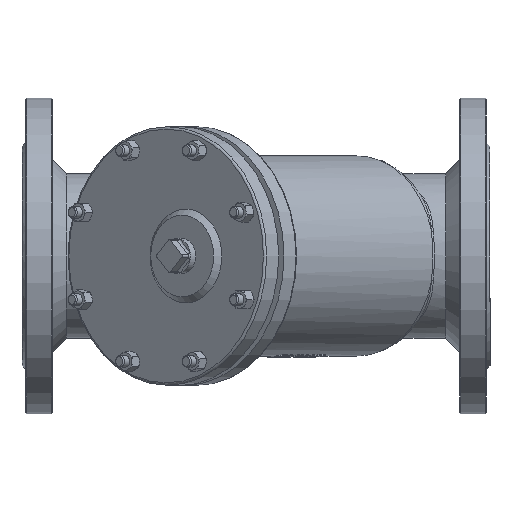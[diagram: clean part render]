
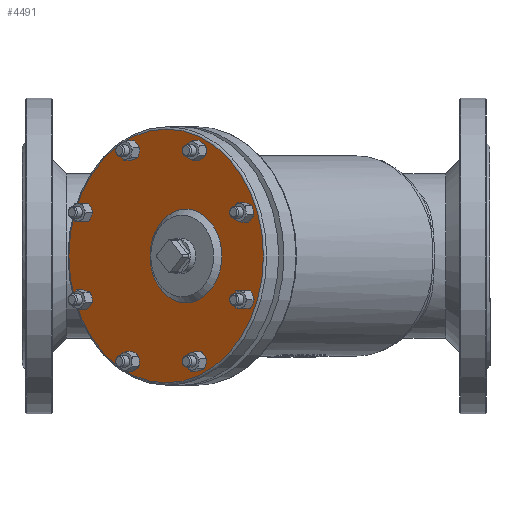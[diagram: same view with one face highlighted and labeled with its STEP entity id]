
A CAD part, front view. The second image highlights one B-rep face of the part: STEP entity #4491.
In plain terms, the highlighted planar face has unit normal (-0.643, -0.766, 0).
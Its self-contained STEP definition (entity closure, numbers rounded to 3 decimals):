
#139=FACE_BOUND('',#902,.T.);
#140=FACE_BOUND('',#903,.T.);
#141=FACE_BOUND('',#904,.T.);
#142=FACE_BOUND('',#905,.T.);
#143=FACE_BOUND('',#906,.T.);
#144=FACE_BOUND('',#907,.T.);
#145=FACE_BOUND('',#908,.T.);
#146=FACE_BOUND('',#909,.T.);
#147=FACE_BOUND('',#910,.T.);
#364=PLANE('',#4913);
#638=FACE_OUTER_BOUND('',#901,.T.);
#901=EDGE_LOOP('',(#3382));
#902=EDGE_LOOP('',(#3383));
#903=EDGE_LOOP('',(#3384));
#904=EDGE_LOOP('',(#3385));
#905=EDGE_LOOP('',(#3386));
#906=EDGE_LOOP('',(#3387));
#907=EDGE_LOOP('',(#3388));
#908=EDGE_LOOP('',(#3389));
#909=EDGE_LOOP('',(#3390));
#910=EDGE_LOOP('',(#3391));
#1498=CIRCLE('',#4907,108.5);
#1503=CIRCLE('',#4914,5.);
#1504=CIRCLE('',#4915,5.);
#1505=CIRCLE('',#4916,5.);
#1506=CIRCLE('',#4917,5.);
#1507=CIRCLE('',#4918,5.);
#1508=CIRCLE('',#4919,5.);
#1509=CIRCLE('',#4920,5.);
#1510=CIRCLE('',#4921,5.);
#1511=CIRCLE('',#4922,40.);
#1914=VERTEX_POINT('',#8498);
#1918=VERTEX_POINT('',#8510);
#1919=VERTEX_POINT('',#8512);
#1920=VERTEX_POINT('',#8514);
#1921=VERTEX_POINT('',#8516);
#1922=VERTEX_POINT('',#8518);
#1923=VERTEX_POINT('',#8520);
#1924=VERTEX_POINT('',#8522);
#1925=VERTEX_POINT('',#8524);
#1926=VERTEX_POINT('',#8526);
#2439=EDGE_CURVE('',#1914,#1914,#1498,.T.);
#2445=EDGE_CURVE('',#1918,#1918,#1503,.T.);
#2446=EDGE_CURVE('',#1919,#1919,#1504,.T.);
#2447=EDGE_CURVE('',#1920,#1920,#1505,.T.);
#2448=EDGE_CURVE('',#1921,#1921,#1506,.T.);
#2449=EDGE_CURVE('',#1922,#1922,#1507,.T.);
#2450=EDGE_CURVE('',#1923,#1923,#1508,.T.);
#2451=EDGE_CURVE('',#1924,#1924,#1509,.T.);
#2452=EDGE_CURVE('',#1925,#1925,#1510,.T.);
#2453=EDGE_CURVE('',#1926,#1926,#1511,.T.);
#3382=ORIENTED_EDGE('',*,*,#2439,.F.);
#3383=ORIENTED_EDGE('',*,*,#2445,.T.);
#3384=ORIENTED_EDGE('',*,*,#2446,.T.);
#3385=ORIENTED_EDGE('',*,*,#2447,.T.);
#3386=ORIENTED_EDGE('',*,*,#2448,.T.);
#3387=ORIENTED_EDGE('',*,*,#2449,.T.);
#3388=ORIENTED_EDGE('',*,*,#2450,.T.);
#3389=ORIENTED_EDGE('',*,*,#2451,.T.);
#3390=ORIENTED_EDGE('',*,*,#2452,.T.);
#3391=ORIENTED_EDGE('',*,*,#2453,.T.);
#4491=ADVANCED_FACE('',(#638,#139,#140,#141,#142,#143,#144,#145,#146,#147),
#364,.T.);
#4907=AXIS2_PLACEMENT_3D('',#8499,#5822,#5823);
#4913=AXIS2_PLACEMENT_3D('',#8509,#5835,#5836);
#4914=AXIS2_PLACEMENT_3D('',#8511,#5837,#5838);
#4915=AXIS2_PLACEMENT_3D('',#8513,#5839,#5840);
#4916=AXIS2_PLACEMENT_3D('',#8515,#5841,#5842);
#4917=AXIS2_PLACEMENT_3D('',#8517,#5843,#5844);
#4918=AXIS2_PLACEMENT_3D('',#8519,#5845,#5846);
#4919=AXIS2_PLACEMENT_3D('',#8521,#5847,#5848);
#4920=AXIS2_PLACEMENT_3D('',#8523,#5849,#5850);
#4921=AXIS2_PLACEMENT_3D('',#8525,#5851,#5852);
#4922=AXIS2_PLACEMENT_3D('',#8527,#5853,#5854);
#5822=DIRECTION('center_axis',(0.643,0.766,0.));
#5823=DIRECTION('ref_axis',(-0.766,0.643,0.));
#5835=DIRECTION('center_axis',(-0.643,-0.766,0.));
#5836=DIRECTION('ref_axis',(0.,0.,1.));
#5837=DIRECTION('center_axis',(0.643,0.766,0.));
#5838=DIRECTION('ref_axis',(0.766,-0.643,0.));
#5839=DIRECTION('center_axis',(0.643,0.766,0.));
#5840=DIRECTION('ref_axis',(0.766,-0.643,0.));
#5841=DIRECTION('center_axis',(0.643,0.766,0.));
#5842=DIRECTION('ref_axis',(0.766,-0.643,0.));
#5843=DIRECTION('center_axis',(0.643,0.766,0.));
#5844=DIRECTION('ref_axis',(0.766,-0.643,0.));
#5845=DIRECTION('center_axis',(0.643,0.766,0.));
#5846=DIRECTION('ref_axis',(0.766,-0.643,0.));
#5847=DIRECTION('center_axis',(0.643,0.766,0.));
#5848=DIRECTION('ref_axis',(0.766,-0.643,0.));
#5849=DIRECTION('center_axis',(0.643,0.766,0.));
#5850=DIRECTION('ref_axis',(0.766,-0.643,0.));
#5851=DIRECTION('center_axis',(0.643,0.766,0.));
#5852=DIRECTION('ref_axis',(0.766,-0.643,0.));
#5853=DIRECTION('center_axis',(0.643,0.766,0.));
#5854=DIRECTION('ref_axis',(0.766,-0.643,0.));
#8498=CARTESIAN_POINT('',(-250.802,-209.513,-108.5));
#8499=CARTESIAN_POINT('Origin',(-250.802,-209.513,0.));
#8509=CARTESIAN_POINT('Origin',(-250.802,-209.513,0.));
#8510=CARTESIAN_POINT('',(-226.05,-230.283,-90.078));
#8511=CARTESIAN_POINT('Origin',(-222.22,-233.497,-90.078));
#8512=CARTESIAN_POINT('',(-283.215,-182.316,90.078));
#8513=CARTESIAN_POINT('Origin',(-279.385,-185.53,90.078));
#8514=CARTESIAN_POINT('',(-185.629,-264.2,37.312));
#8515=CARTESIAN_POINT('Origin',(-181.798,-267.414,37.312));
#8516=CARTESIAN_POINT('',(-283.215,-182.316,-90.078));
#8517=CARTESIAN_POINT('Origin',(-279.385,-185.53,-90.078));
#8518=CARTESIAN_POINT('',(-185.629,-264.2,-37.312));
#8519=CARTESIAN_POINT('Origin',(-181.798,-267.414,-37.312));
#8520=CARTESIAN_POINT('',(-226.05,-230.283,90.078));
#8521=CARTESIAN_POINT('Origin',(-222.22,-233.497,90.078));
#8522=CARTESIAN_POINT('',(-323.637,-148.398,37.312));
#8523=CARTESIAN_POINT('Origin',(-319.806,-151.612,37.312));
#8524=CARTESIAN_POINT('',(-323.637,-148.398,-37.312));
#8525=CARTESIAN_POINT('Origin',(-319.806,-151.612,-37.312));
#8526=CARTESIAN_POINT('',(-203.277,-249.391,0.));
#8527=CARTESIAN_POINT('Origin',(-233.919,-223.68,0.));
